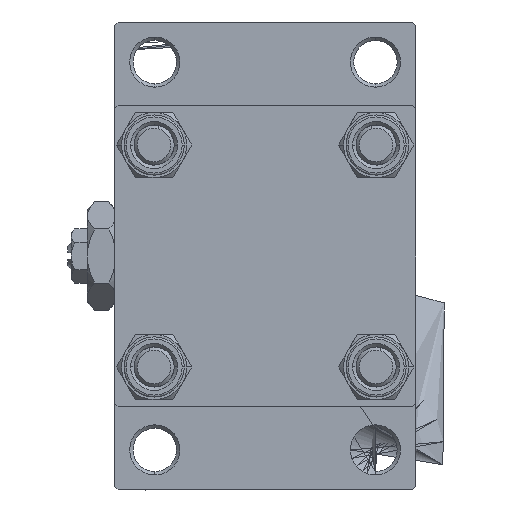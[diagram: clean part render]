
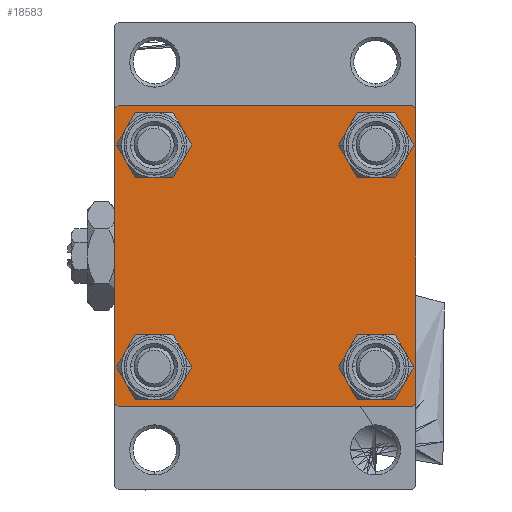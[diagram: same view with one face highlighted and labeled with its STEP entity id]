
A CAD part, left-side view. The second image highlights one B-rep face of the part: STEP entity #18583.
In plain terms, the highlighted planar face has unit normal (-1, 0, 0).
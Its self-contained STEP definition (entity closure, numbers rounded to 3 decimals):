
#858 = VERTEX_POINT ( 'NONE', #14560 ) ;
#2186 = DIRECTION ( 'NONE',  ( 0., 0., 1. ) ) ;
#2430 = CARTESIAN_POINT ( 'NONE',  ( 0., -22.5, 22. ) ) ;
#2597 = VERTEX_POINT ( 'NONE', #10069 ) ;
#2761 = CARTESIAN_POINT ( 'NONE',  ( 0., 22.25, -22.25 ) ) ;
#3292 = LINE ( 'NONE', #34129, #36445 ) ;
#3293 = CIRCLE ( 'NONE', #28943, 3.5 ) ;
#3525 = DIRECTION ( 'NONE',  ( 0., 0.707, 0.707 ) ) ;
#3752 = PLANE ( 'NONE',  #37470 ) ;
#4382 = CARTESIAN_POINT ( 'NONE',  ( 0., -22.5, 22.5 ) ) ;
#4748 = CARTESIAN_POINT ( 'NONE',  ( 0., 22.5, 22. ) ) ;
#4891 = AXIS2_PLACEMENT_3D ( 'NONE', #7027, #13821, #14799 ) ;
#7027 = CARTESIAN_POINT ( 'NONE',  ( 0., -16.6, 16.6 ) ) ;
#7255 = VERTEX_POINT ( 'NONE', #42521 ) ;
#8020 = EDGE_LOOP ( 'NONE', ( #46778, #37185 ) ) ;
#8153 = LINE ( 'NONE', #4382, #28098 ) ;
#8178 = CARTESIAN_POINT ( 'NONE',  ( 0., 16.6, -16.6 ) ) ;
#8199 = DIRECTION ( 'NONE',  ( 0., -1., 0. ) ) ;
#8577 = EDGE_CURVE ( 'NONE', #2597, #30703, #3292, .T. ) ;
#9602 = CIRCLE ( 'NONE', #45588, 3.5 ) ;
#9637 = AXIS2_PLACEMENT_3D ( 'NONE', #25917, #45212, #10867 ) ;
#9644 = ORIENTED_EDGE ( 'NONE', *, *, #36490, .T. ) ;
#10069 = CARTESIAN_POINT ( 'NONE',  ( 0., 22., -22.5 ) ) ;
#10555 = DIRECTION ( 'NONE',  ( 0., 0., 1. ) ) ;
#10867 = DIRECTION ( 'NONE',  ( 0., 0., 1. ) ) ;
#10947 = EDGE_LOOP ( 'NONE', ( #35156, #17103, #45478, #29815, #30699, #15545, #34560, #43735 ) ) ;
#11053 = FACE_BOUND ( 'NONE', #18619, .T. ) ;
#11081 = LINE ( 'NONE', #30613, #25759 ) ;
#13291 = DIRECTION ( 'NONE',  ( 1., 0., 0. ) ) ;
#13768 = DIRECTION ( 'NONE',  ( 0., 0., 1. ) ) ;
#13821 = DIRECTION ( 'NONE',  ( 1., 0., 0. ) ) ;
#14201 = VERTEX_POINT ( 'NONE', #40772 ) ;
#14209 = CARTESIAN_POINT ( 'NONE',  ( 0., -16.6, 16.6 ) ) ;
#14218 = CARTESIAN_POINT ( 'NONE',  ( 0., -22., 22.5 ) ) ;
#14300 = DIRECTION ( 'NONE',  ( 0., -0.707, -0.707 ) ) ;
#14367 = ORIENTED_EDGE ( 'NONE', *, *, #29237, .T. ) ;
#14560 = CARTESIAN_POINT ( 'NONE',  ( 0., -16.6, -20.1 ) ) ;
#14800 = FACE_BOUND ( 'NONE', #23303, .T. ) ;
#14799 = DIRECTION ( 'NONE',  ( 0., 0., 1. ) ) ;
#14832 = DIRECTION ( 'NONE',  ( 1., 0., 0. ) ) ;
#15039 = FACE_BOUND ( 'NONE', #42445, .T. ) ;
#15109 = AXIS2_PLACEMENT_3D ( 'NONE', #41439, #34653, #45942 ) ;
#15545 = ORIENTED_EDGE ( 'NONE', *, *, #30190, .T. ) ;
#17103 = ORIENTED_EDGE ( 'NONE', *, *, #24143, .T. ) ;
#17159 = LINE ( 'NONE', #24203, #44830 ) ;
#17693 = LINE ( 'NONE', #33729, #33006 ) ;
#17908 = EDGE_CURVE ( 'NONE', #14201, #33787, #24410, .T. ) ;
#18583 = ADVANCED_FACE ( 'NONE', ( #14800, #15039, #45395, #11053, #26347 ), #3752, .T. ) ;
#18619 = EDGE_LOOP ( 'NONE', ( #28768, #9644 ) ) ;
#18676 = DIRECTION ( 'NONE',  ( 0., 0., -1. ) ) ;
#19308 = VERTEX_POINT ( 'NONE', #31720 ) ;
#19731 = ORIENTED_EDGE ( 'NONE', *, *, #22494, .T. ) ;
#19960 = LINE ( 'NONE', #23995, #22239 ) ;
#20914 = CARTESIAN_POINT ( 'NONE',  ( 0., 16.6, -13.1 ) ) ;
#21702 = CIRCLE ( 'NONE', #4891, 3.5 ) ;
#21787 = CARTESIAN_POINT ( 'NONE',  ( 0., -16.6, -16.6 ) ) ;
#22239 = VECTOR ( 'NONE', #8199, 1000. ) ;
#22494 = EDGE_CURVE ( 'NONE', #43696, #19308, #9602, .T. ) ;
#22605 = CARTESIAN_POINT ( 'NONE',  ( 0., 16.6, -16.6 ) ) ;
#22718 = DIRECTION ( 'NONE',  ( 0., 0., 1. ) ) ;
#23303 = EDGE_LOOP ( 'NONE', ( #19731, #14367 ) ) ;
#23410 = CARTESIAN_POINT ( 'NONE',  ( 0., -22., -22.5 ) ) ;
#23464 = DIRECTION ( 'NONE',  ( 1., 0., 0. ) ) ;
#23561 = AXIS2_PLACEMENT_3D ( 'NONE', #47914, #13291, #25560 ) ;
#23995 = CARTESIAN_POINT ( 'NONE',  ( 0., 22.5, 22.5 ) ) ;
#24083 = CARTESIAN_POINT ( 'NONE',  ( 0., 16.6, 13.1 ) ) ;
#24143 = EDGE_CURVE ( 'NONE', #34682, #2597, #26093, .T. ) ;
#24168 = CARTESIAN_POINT ( 'NONE',  ( 0., 22.25, 22.25 ) ) ;
#24203 = CARTESIAN_POINT ( 'NONE',  ( 0., -22.25, -22.25 ) ) ;
#24410 = LINE ( 'NONE', #24168, #48699 ) ;
#24877 = EDGE_CURVE ( 'NONE', #38994, #7255, #8153, .T. ) ;
#25015 = VERTEX_POINT ( 'NONE', #20914 ) ;
#25560 = DIRECTION ( 'NONE',  ( 0., 0., 1. ) ) ;
#25759 = VECTOR ( 'NONE', #3525, 1000. ) ;
#25917 = CARTESIAN_POINT ( 'NONE',  ( 0., 16.6, 16.6 ) ) ;
#26093 = LINE ( 'NONE', #2761, #48123 ) ;
#26326 = CIRCLE ( 'NONE', #15109, 3.5 ) ;
#26347 = FACE_OUTER_BOUND ( 'NONE', #10947, .T. ) ;
#27820 = CARTESIAN_POINT ( 'NONE',  ( 0., -16.6, 20.1 ) ) ;
#28098 = VECTOR ( 'NONE', #42751, 1000. ) ;
#28556 = CARTESIAN_POINT ( 'NONE',  ( 0., 16.6, -20.1 ) ) ;
#28768 = ORIENTED_EDGE ( 'NONE', *, *, #49297, .T. ) ;
#28943 = AXIS2_PLACEMENT_3D ( 'NONE', #22605, #14832, #48730 ) ;
#29237 = EDGE_CURVE ( 'NONE', #19308, #43696, #21702, .T. ) ;
#29815 = ORIENTED_EDGE ( 'NONE', *, *, #36418, .T. ) ;
#30123 = DIRECTION ( 'NONE',  ( 0., -1., 0. ) ) ;
#30190 = EDGE_CURVE ( 'NONE', #38994, #39764, #11081, .T. ) ;
#30337 = CARTESIAN_POINT ( 'NONE',  ( 0., 0., 0. ) ) ;
#30394 = CIRCLE ( 'NONE', #9637, 3.5 ) ;
#30530 = VERTEX_POINT ( 'NONE', #38515 ) ;
#30613 = CARTESIAN_POINT ( 'NONE',  ( 0., -22.25, 22.25 ) ) ;
#30699 = ORIENTED_EDGE ( 'NONE', *, *, #24877, .F. ) ;
#30703 = VERTEX_POINT ( 'NONE', #23410 ) ;
#31019 = VERTEX_POINT ( 'NONE', #39395 ) ;
#31720 = CARTESIAN_POINT ( 'NONE',  ( 0., -16.6, 13.1 ) ) ;
#32844 = EDGE_CURVE ( 'NONE', #14201, #39764, #19960, .T. ) ;
#33006 = VECTOR ( 'NONE', #18676, 1000. ) ;
#33021 = DIRECTION ( 'NONE',  ( 1., 0., 0. ) ) ;
#33104 = AXIS2_PLACEMENT_3D ( 'NONE', #8178, #23464, #22718 ) ;
#33606 = DIRECTION ( 'NONE',  ( -1., 0., 0. ) ) ;
#33729 = CARTESIAN_POINT ( 'NONE',  ( 0., 22.5, 22.5 ) ) ;
#33787 = VERTEX_POINT ( 'NONE', #4748 ) ;
#34129 = CARTESIAN_POINT ( 'NONE',  ( 0., 22.5, -22.5 ) ) ;
#34272 = EDGE_CURVE ( 'NONE', #30530, #858, #26326, .T. ) ;
#34560 = ORIENTED_EDGE ( 'NONE', *, *, #32844, .F. ) ;
#34653 = DIRECTION ( 'NONE',  ( 1., 0., 0. ) ) ;
#34682 = VERTEX_POINT ( 'NONE', #38612 ) ;
#35156 = ORIENTED_EDGE ( 'NONE', *, *, #45187, .T. ) ;
#36418 = EDGE_CURVE ( 'NONE', #30703, #7255, #17159, .T. ) ;
#36445 = VECTOR ( 'NONE', #30123, 1000. ) ;
#36490 = EDGE_CURVE ( 'NONE', #49261, #31019, #30394, .T. ) ;
#37102 = AXIS2_PLACEMENT_3D ( 'NONE', #21787, #48147, #13768 ) ;
#37185 = ORIENTED_EDGE ( 'NONE', *, *, #48503, .T. ) ;
#37470 = AXIS2_PLACEMENT_3D ( 'NONE', #30337, #33606, #10555 ) ;
#38515 = CARTESIAN_POINT ( 'NONE',  ( 0., -16.6, -13.1 ) ) ;
#38612 = CARTESIAN_POINT ( 'NONE',  ( 0., 22.5, -22. ) ) ;
#38994 = VERTEX_POINT ( 'NONE', #2430 ) ;
#39071 = ORIENTED_EDGE ( 'NONE', *, *, #47370, .T. ) ;
#39264 = EDGE_CURVE ( 'NONE', #25015, #39678, #3293, .T. ) ;
#39395 = CARTESIAN_POINT ( 'NONE',  ( 0., 16.6, 20.1 ) ) ;
#39678 = VERTEX_POINT ( 'NONE', #28556 ) ;
#39764 = VERTEX_POINT ( 'NONE', #14218 ) ;
#40210 = DIRECTION ( 'NONE',  ( 0., 0.707, -0.707 ) ) ;
#40340 = CIRCLE ( 'NONE', #37102, 3.5 ) ;
#40772 = CARTESIAN_POINT ( 'NONE',  ( 0., 22., 22.5 ) ) ;
#41439 = CARTESIAN_POINT ( 'NONE',  ( 0., -16.6, -16.6 ) ) ;
#42445 = EDGE_LOOP ( 'NONE', ( #47947, #39071 ) ) ;
#42521 = CARTESIAN_POINT ( 'NONE',  ( 0., -22.5, -22. ) ) ;
#42751 = DIRECTION ( 'NONE',  ( 0., 0., -1. ) ) ;
#43696 = VERTEX_POINT ( 'NONE', #27820 ) ;
#43735 = ORIENTED_EDGE ( 'NONE', *, *, #17908, .T. ) ;
#43986 = DIRECTION ( 'NONE',  ( 0., -0.707, 0.707 ) ) ;
#44830 = VECTOR ( 'NONE', #43986, 1000. ) ;
#45187 = EDGE_CURVE ( 'NONE', #33787, #34682, #17693, .T. ) ;
#45212 = DIRECTION ( 'NONE',  ( 1., 0., 0. ) ) ;
#45395 = FACE_BOUND ( 'NONE', #8020, .T. ) ;
#45478 = ORIENTED_EDGE ( 'NONE', *, *, #8577, .T. ) ;
#45588 = AXIS2_PLACEMENT_3D ( 'NONE', #14209, #33021, #2186 ) ;
#45942 = DIRECTION ( 'NONE',  ( 0., 0., 1. ) ) ;
#46778 = ORIENTED_EDGE ( 'NONE', *, *, #39264, .T. ) ;
#47370 = EDGE_CURVE ( 'NONE', #858, #30530, #40340, .T. ) ;
#47585 = CIRCLE ( 'NONE', #23561, 3.5 ) ;
#47914 = CARTESIAN_POINT ( 'NONE',  ( 0., 16.6, 16.6 ) ) ;
#47947 = ORIENTED_EDGE ( 'NONE', *, *, #34272, .T. ) ;
#48123 = VECTOR ( 'NONE', #14300, 1000. ) ;
#48147 = DIRECTION ( 'NONE',  ( 1., 0., 0. ) ) ;
#48503 = EDGE_CURVE ( 'NONE', #39678, #25015, #49185, .T. ) ;
#48699 = VECTOR ( 'NONE', #40210, 1000. ) ;
#48730 = DIRECTION ( 'NONE',  ( 0., 0., 1. ) ) ;
#49185 = CIRCLE ( 'NONE', #33104, 3.5 ) ;
#49261 = VERTEX_POINT ( 'NONE', #24083 ) ;
#49297 = EDGE_CURVE ( 'NONE', #31019, #49261, #47585, .T. ) ;
